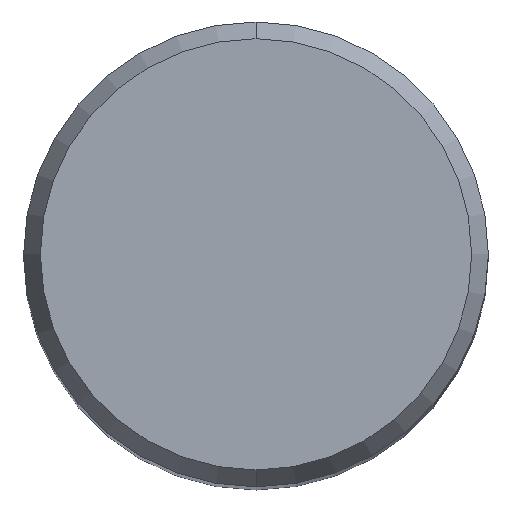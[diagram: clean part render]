
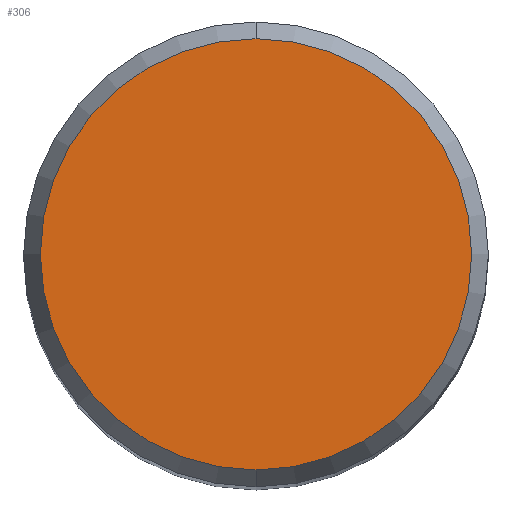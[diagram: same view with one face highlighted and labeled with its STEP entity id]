
A CAD part, top view. The second image highlights one B-rep face of the part: STEP entity #306.
In plain terms, the highlighted planar face has unit normal (0, 0, 1).
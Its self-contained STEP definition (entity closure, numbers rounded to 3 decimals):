
#178=EDGE_CURVE('',#290,#300,#393,.T.);
#188=EDGE_CURVE('',#300,#290,#403,.T.);
#290=VERTEX_POINT('',#519);
#300=VERTEX_POINT('',#531);
#306=ADVANCED_FACE('',(#537),#538,.T.);
#393=CIRCLE('',#638,8.837);
#403=CIRCLE('',#653,8.837);
#519=CARTESIAN_POINT('',(0.0,8.837,0.));
#531=CARTESIAN_POINT('',(0.,-8.837,0.));
#537=FACE_OUTER_BOUND('',#826,.T.);
#538=PLANE('',#827);
#638=AXIS2_PLACEMENT_3D('',#919,#920,#921);
#653=AXIS2_PLACEMENT_3D('',#929,#930,#931);
#826=EDGE_LOOP('',(#1102,#1103));
#827=AXIS2_PLACEMENT_3D('',#1104,#1105,#1106);
#919=CARTESIAN_POINT('',(0.0,0.0,0.));
#920=DIRECTION('',(0.0,0.0,-1.0));
#921=DIRECTION('',(0.0,1.0,0.0));
#929=CARTESIAN_POINT('',(0.0,0.0,0.));
#930=DIRECTION('',(0.0,0.0,-1.0));
#931=DIRECTION('',(0.0,1.0,0.0));
#1102=ORIENTED_EDGE('',*,*,#178,.F.);
#1103=ORIENTED_EDGE('',*,*,#188,.F.);
#1104=CARTESIAN_POINT('',(0.0,4.419,0.));
#1105=DIRECTION('',(-0.0,0.0,1.0));
#1106=DIRECTION('',(0.0,-1.0,0.0));
